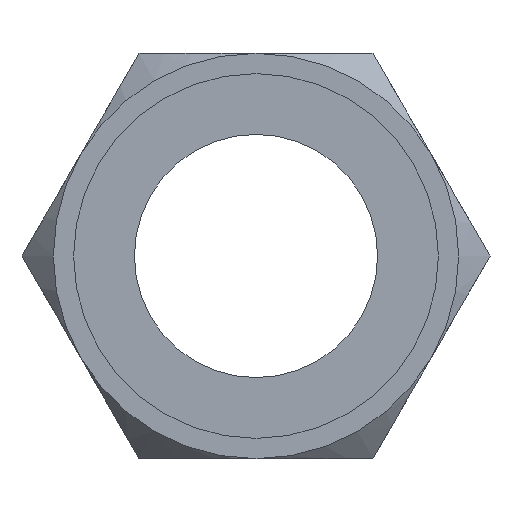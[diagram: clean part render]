
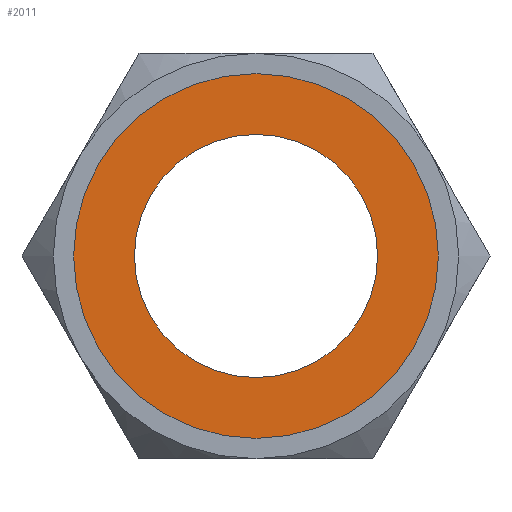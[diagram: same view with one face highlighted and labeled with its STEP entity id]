
A CAD part, left-side view. The second image highlights one B-rep face of the part: STEP entity #2011.
In plain terms, the highlighted planar face has unit normal (-1, 0, 0).
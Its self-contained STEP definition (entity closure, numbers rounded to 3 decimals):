
#149 = EDGE_CURVE ( 'NONE', #2068, #5494, #4072, .T. ) ;
#332 = EDGE_LOOP ( 'NONE', ( #1153, #429 ) ) ;
#396 = DIRECTION ( 'NONE',  ( 0., 0., -1. ) ) ;
#420 = CARTESIAN_POINT ( 'NONE',  ( 0., 0., 4.5 ) ) ;
#429 = ORIENTED_EDGE ( 'NONE', *, *, #149, .T. ) ;
#539 = CARTESIAN_POINT ( 'NONE',  ( 0., 0., 0. ) ) ;
#550 = CARTESIAN_POINT ( 'NONE',  ( 0., 0., 0. ) ) ;
#764 = DIRECTION ( 'NONE',  ( -1., 0., 0. ) ) ;
#1031 = DIRECTION ( 'NONE',  ( 1., 0., 0. ) ) ;
#1153 = ORIENTED_EDGE ( 'NONE', *, *, #3625, .T. ) ;
#1169 = DIRECTION ( 'NONE',  ( 0., 0., 1. ) ) ;
#1488 = DIRECTION ( 'NONE',  ( 0., 0., 1. ) ) ;
#1751 = DIRECTION ( 'NONE',  ( 0., 0., -1. ) ) ;
#1764 = ORIENTED_EDGE ( 'NONE', *, *, #2084, .T. ) ;
#2011 = ADVANCED_FACE ( 'NONE', ( #3486, #5373 ), #5826, .F. ) ;
#2068 = VERTEX_POINT ( 'NONE', #2819 ) ;
#2084 = EDGE_CURVE ( 'NONE', #5362, #3874, #2130, .T. ) ;
#2130 = CIRCLE ( 'NONE', #5639, 6.75 ) ;
#2148 = CARTESIAN_POINT ( 'NONE',  ( 0., 0., 0. ) ) ;
#2358 = EDGE_CURVE ( 'NONE', #3874, #5362, #5823, .T. ) ;
#2624 = CARTESIAN_POINT ( 'NONE',  ( 0., 0., 6.75 ) ) ;
#2657 = CARTESIAN_POINT ( 'NONE',  ( 0., 0., 0. ) ) ;
#2819 = CARTESIAN_POINT ( 'NONE',  ( 0., 0., -4.5 ) ) ;
#2854 = DIRECTION ( 'NONE',  ( 0., 0., -1. ) ) ;
#3069 = ORIENTED_EDGE ( 'NONE', *, *, #2358, .T. ) ;
#3486 = FACE_BOUND ( 'NONE', #332, .T. ) ;
#3625 = EDGE_CURVE ( 'NONE', #5494, #2068, #5250, .T. ) ;
#3874 = VERTEX_POINT ( 'NONE', #4545 ) ;
#3892 = DIRECTION ( 'NONE',  ( 1., 0., 0. ) ) ;
#4072 = CIRCLE ( 'NONE', #4832, 4.5 ) ;
#4159 = DIRECTION ( 'NONE',  ( -1., 0., 0. ) ) ;
#4336 = CARTESIAN_POINT ( 'NONE',  ( 0., 0., 0. ) ) ;
#4384 = AXIS2_PLACEMENT_3D ( 'NONE', #2148, #3892, #1751 ) ;
#4455 = DIRECTION ( 'NONE',  ( 1., 0., 0. ) ) ;
#4545 = CARTESIAN_POINT ( 'NONE',  ( 0., 0., -6.75 ) ) ;
#4832 = AXIS2_PLACEMENT_3D ( 'NONE', #2657, #4455, #396 ) ;
#5046 = EDGE_LOOP ( 'NONE', ( #1764, #3069 ) ) ;
#5250 = CIRCLE ( 'NONE', #5540, 4.5 ) ;
#5362 = VERTEX_POINT ( 'NONE', #2624 ) ;
#5373 = FACE_OUTER_BOUND ( 'NONE', #5046, .T. ) ;
#5494 = VERTEX_POINT ( 'NONE', #420 ) ;
#5540 = AXIS2_PLACEMENT_3D ( 'NONE', #550, #1031, #2854 ) ;
#5639 = AXIS2_PLACEMENT_3D ( 'NONE', #539, #4159, #1488 ) ;
#5731 = AXIS2_PLACEMENT_3D ( 'NONE', #4336, #764, #1169 ) ;
#5823 = CIRCLE ( 'NONE', #5731, 6.75 ) ;
#5826 = PLANE ( 'NONE',  #4384 ) ;
